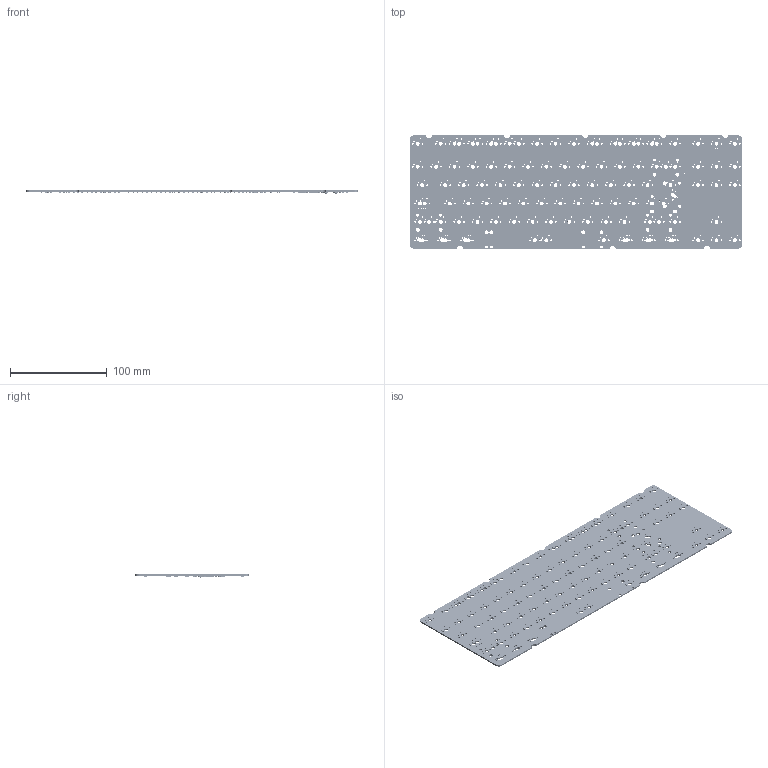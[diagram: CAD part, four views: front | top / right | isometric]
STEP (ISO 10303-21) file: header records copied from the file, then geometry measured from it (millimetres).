
FILE_DESCRIPTION(/* description */ (''),/* implementation_level */ '2;1');
FILE_NAME(/* name */ 'BastionTKL-Solderable-v1.step',/* time_stamp */ '2023-07-13T10:49:28-04:00',/* author */ (''),/* organization */ (''),/* preprocessor_version */ 'ST-DEVELOPER v19.2',/* originating_system */ 'Autodesk Translation Framework v12.6.0.85',/* authorisation */ '');
FILE_SCHEMA (('AUTOMOTIVE_DESIGN { 1 0 10303 214 3 1 1 }'));
Products named in the file (24): (Unsaved); R_0603_1608Metric; SOLID (3); 781710004; SOLID (8); SOT-23; SOLID (7); SW_SPST_TL3342; SOLID (10); WSON-8-1EP_2x2mm_P0.5mm_EP0.9x1.6mm; SOLID (5); Crystal_SMD_3225-4Pin_3.2x2.5mm; SOLID; C_0402_1005Metric; SOLID (2); QFN-56-1EP_7x7mm_P0.4mm_EP5.6x5.6mm; SOLID (9); C_0603_1608Metric; SOLID (1); R_0402_1005Metric; SOLID (4); D_SOD-123; SOLID (6); bastiontkl-solderable PCB
Assembly tree (139 placements, depth 3):
  (Unsaved)
    D_SOD-123  x92
      SOLID (6)
    C_0402_1005Metric  x16
      SOLID (2)
    R_0603_1608Metric  x2
      SOLID (3)
    781710004
      SOLID (8)
    R_0402_1005Metric  x8
      SOLID (4)
    SOT-23
      SOLID (7)
    SW_SPST_TL3342  x2
      SOLID (10)
    WSON-8-1EP_2x2mm_P0.5mm_EP0.9x1.6mm
      SOLID (5)
    Crystal_SMD_3225-4Pin_3.2x2.5mm
      SOLID
    QFN-56-1EP_7x7mm_P0.4mm_EP5.6x5.6mm  x2
      SOLID (9)
    C_0603_1608Metric
      SOLID (1)
    bastiontkl-solderable PCB
Bounding box: 344 x 117.48 x 3.19 mm (x, y, z)
Volume: 61051.2 mm3; surface area: 85668.9 mm2
Topology: 128 solids, 130 shells, 9026 faces, 22361 edges, 13748 vertices
Faces by surface type: plane 7131, cylinder 1877, bspline 16, torus 2
Full cylindrical faces by diameter (mm): 0.25 x1, 0.35 x9, 0.4 x12, 0.5 x2, 1.04 x6, 1.47 x214, 1.75 x179, 2 x2, 3.048 x12, 3.988 x102
Entity records: 64166 total; most frequent: CARTESIAN_POINT 12416, DIRECTION 10394, ORIENTED_EDGE 9980, EDGE_CURVE 4990, AXIS2_PLACEMENT_3D 3515, LINE 3364, VECTOR 3364, VERTEX_POINT 3281
